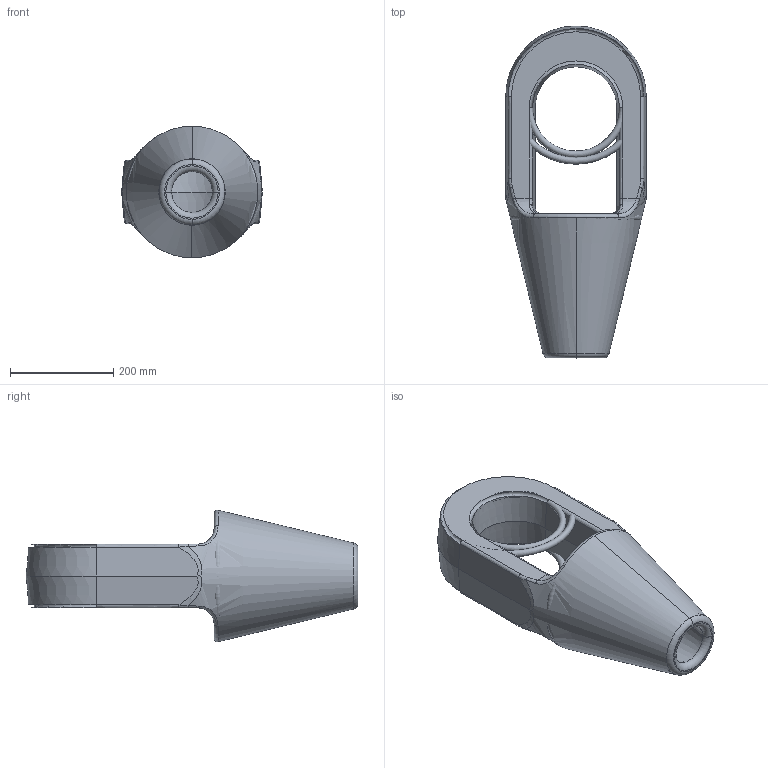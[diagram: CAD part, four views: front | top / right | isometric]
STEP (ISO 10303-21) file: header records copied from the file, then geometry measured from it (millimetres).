
FILE_DESCRIPTION((''),'2;1');
FILE_NAME('CROSBY_417_288_1041777-1041786','2011-08-31T',('Alan Doughty'),('The Crosby Group LLC'),'PRO/ENGINEER BY PARAMETRIC TECHNOLOGY CORPORATION, 2010230','PRO/ENGINEER BY PARAMETRIC TECHNOLOGY CORPORATION, 2010230','');
FILE_SCHEMA(('CONFIG_CONTROL_DESIGN'));
Length unit declared in the file: inch
Products named in the file (1): CROSBY_417_288_1041777-1041786
Bounding box: 273.05 x 644.4 x 255.38 mm (x, y, z)
Surface area: 779246.9 mm2 (no closed solid volume)
Topology: 0 solids, 0 shells, 419 faces, 2274 edges, 2264 vertices
Faces by surface type: bspline 403, torus 16
Entity records: 31272 total; most frequent: CARTESIAN_POINT 10539, DIRECTION 3175, TRIMMED_CURVE 3046, VECTOR 2949, LINE 2949, DEFINITIONAL_REPRESENTATION 2254, PCURVE 2254, COMPOSITE_CURVE_SEGMENT 2254
